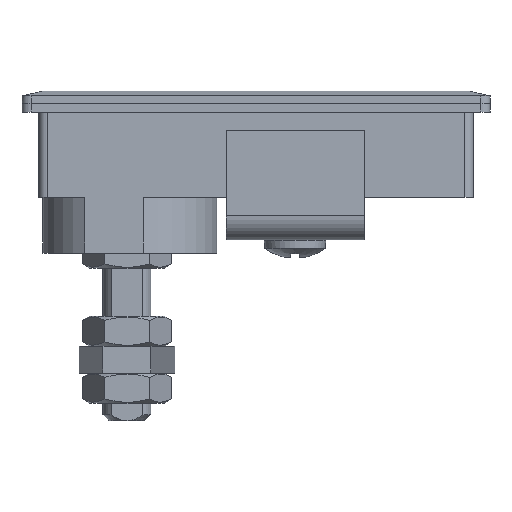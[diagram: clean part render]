
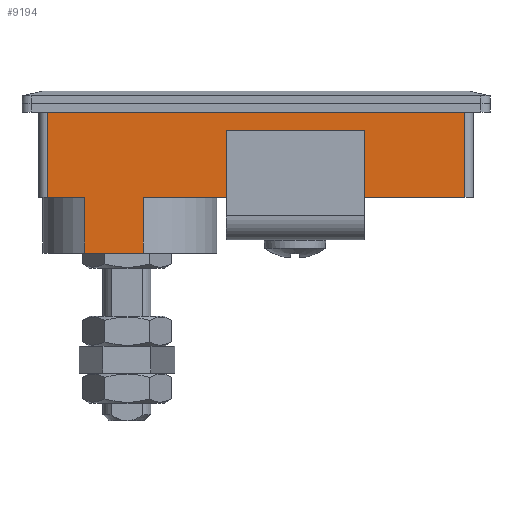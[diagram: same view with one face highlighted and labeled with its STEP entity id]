
A CAD part, left-side view. The second image highlights one B-rep face of the part: STEP entity #9194.
In plain terms, the highlighted planar face has unit normal (-1, 0, 0).
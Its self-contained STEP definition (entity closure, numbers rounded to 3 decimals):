
#71 = LINE ( 'NONE', #119, #118 ) ;
#72 = DIRECTION ( 'NONE',  ( 0., 1., 0. ) ) ;
#73 = VECTOR ( 'NONE', #72, 1000. ) ;
#74 = CARTESIAN_POINT ( 'NONE',  ( 2.75, 67.5, -25. ) ) ;
#75 = LINE ( 'NONE', #74, #73 ) ;
#89 = VECTOR ( 'NONE', #152, 1000. ) ;
#90 = CARTESIAN_POINT ( 'NONE',  ( 2.75, 2.75, -15.7 ) ) ;
#91 = LINE ( 'NONE', #90, #89 ) ;
#92 = CARTESIAN_POINT ( 'NONE',  ( 2.75, 73.75, -15.7 ) ) ;
#93 = DIRECTION ( 'NONE',  ( 0., 0., 1. ) ) ;
#94 = VECTOR ( 'NONE', #93, 1000. ) ;
#95 = CARTESIAN_POINT ( 'NONE',  ( 2.75, 73.75, -15.7 ) ) ;
#96 = LINE ( 'NONE', #95, #94 ) ;
#97 = DIRECTION ( 'NONE',  ( 0., 0., 1. ) ) ;
#98 = VECTOR ( 'NONE', #97, 1000. ) ;
#99 = CARTESIAN_POINT ( 'NONE',  ( 2.75, 4.25, -15.7 ) ) ;
#100 = LINE ( 'NONE', #99, #98 ) ;
#117 = DIRECTION ( 'NONE',  ( 0., 0., 1. ) ) ;
#118 = VECTOR ( 'NONE', #117, 1000. ) ;
#119 = CARTESIAN_POINT ( 'NONE',  ( 2.75, 57.773, -25. ) ) ;
#129 = DIRECTION ( 'NONE',  ( 0., 0., -1. ) ) ;
#130 = DIRECTION ( 'NONE',  ( 1., 0., 0. ) ) ;
#131 = CARTESIAN_POINT ( 'NONE',  ( 2.75, 2.75, -15.7 ) ) ;
#132 = AXIS2_PLACEMENT_3D ( 'NONE', #131, #130, #129 ) ;
#133 = PLANE ( 'NONE',  #132 ) ;
#134 = FACE_OUTER_BOUND ( 'NONE', #9195, .T. ) ;
#145 = CARTESIAN_POINT ( 'NONE',  ( 2.75, 57.773, -25. ) ) ;
#146 = CARTESIAN_POINT ( 'NONE',  ( 2.75, 67.5, -25. ) ) ;
#147 = DIRECTION ( 'NONE',  ( 0., 0., 1. ) ) ;
#148 = VECTOR ( 'NONE', #147, 1000. ) ;
#149 = CARTESIAN_POINT ( 'NONE',  ( 2.75, 67.5, -25. ) ) ;
#150 = LINE ( 'NONE', #149, #148 ) ;
#151 = CARTESIAN_POINT ( 'NONE',  ( 2.75, 67.5, -15.7 ) ) ;
#152 = DIRECTION ( 'NONE',  ( 0., 1., 0. ) ) ;
#8778 = VERTEX_POINT ( 'NONE', #13825 ) ;
#8837 = EDGE_CURVE ( 'NONE', #8778, #8855, #13956, .T. ) ;
#8855 = VERTEX_POINT ( 'NONE', #13986 ) ;
#9058 = EDGE_CURVE ( 'NONE', #9059, #9060, #14333, .T. ) ;
#9059 = VERTEX_POINT ( 'NONE', #14329 ) ;
#9060 = VERTEX_POINT ( 'NONE', #14328 ) ;
#9157 = ORIENTED_EDGE ( 'NONE', *, *, #9158, .F. ) ;
#9158 = EDGE_CURVE ( 'NONE', #9183, #9182, #75, .T. ) ;
#9159 = ORIENTED_EDGE ( 'NONE', *, *, #9160, .T. ) ;
#9160 = EDGE_CURVE ( 'NONE', #9183, #8855, #71, .T. ) ;
#9170 = ORIENTED_EDGE ( 'NONE', *, *, #8837, .F. ) ;
#9171 = ORIENTED_EDGE ( 'NONE', *, *, #9172, .T. ) ;
#9172 = EDGE_CURVE ( 'NONE', #8778, #9059, #100, .T. ) ;
#9173 = ORIENTED_EDGE ( 'NONE', *, *, #9058, .T. ) ;
#9174 = ORIENTED_EDGE ( 'NONE', *, *, #9175, .F. ) ;
#9175 = EDGE_CURVE ( 'NONE', #9176, #9060, #96, .T. ) ;
#9176 = VERTEX_POINT ( 'NONE', #92 ) ;
#9177 = ORIENTED_EDGE ( 'NONE', *, *, #9178, .F. ) ;
#9178 = EDGE_CURVE ( 'NONE', #9179, #9176, #91, .T. ) ;
#9179 = VERTEX_POINT ( 'NONE', #151 ) ;
#9180 = ORIENTED_EDGE ( 'NONE', *, *, #9181, .F. ) ;
#9181 = EDGE_CURVE ( 'NONE', #9182, #9179, #150, .T. ) ;
#9182 = VERTEX_POINT ( 'NONE', #146 ) ;
#9183 = VERTEX_POINT ( 'NONE', #145 ) ;
#9194 = ADVANCED_FACE ( 'NONE', ( #134 ), #133, .F. ) ;
#9195 = EDGE_LOOP ( 'NONE', ( #9170, #9171, #9173, #9174, #9177, #9180, #9157, #9159 ) ) ;
#13825 = CARTESIAN_POINT ( 'NONE',  ( 2.75, 4.25, -15.7 ) ) ;
#13953 = DIRECTION ( 'NONE',  ( 0., 1., 0. ) ) ;
#13954 = VECTOR ( 'NONE', #13953, 1000. ) ;
#13955 = CARTESIAN_POINT ( 'NONE',  ( 2.75, 2.75, -15.7 ) ) ;
#13956 = LINE ( 'NONE', #13955, #13954 ) ;
#13986 = CARTESIAN_POINT ( 'NONE',  ( 2.75, 57.773, -15.7 ) ) ;
#14328 = CARTESIAN_POINT ( 'NONE',  ( 2.75, 73.75, 0. ) ) ;
#14329 = CARTESIAN_POINT ( 'NONE',  ( 2.75, 4.25, 0. ) ) ;
#14330 = DIRECTION ( 'NONE',  ( 0., 1., 0. ) ) ;
#14331 = VECTOR ( 'NONE', #14330, 1000. ) ;
#14332 = CARTESIAN_POINT ( 'NONE',  ( 2.75, 2.75, 0. ) ) ;
#14333 = LINE ( 'NONE', #14332, #14331 ) ;
